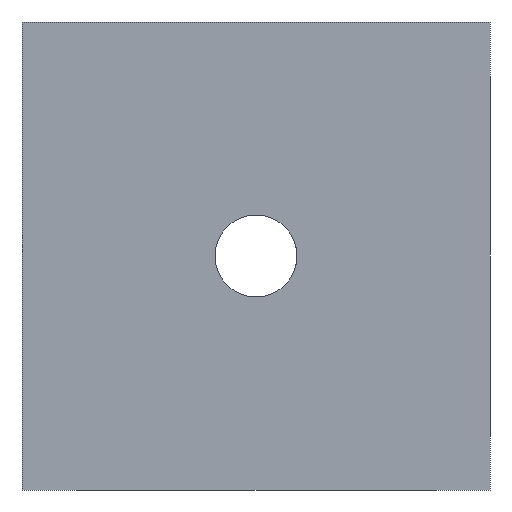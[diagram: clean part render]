
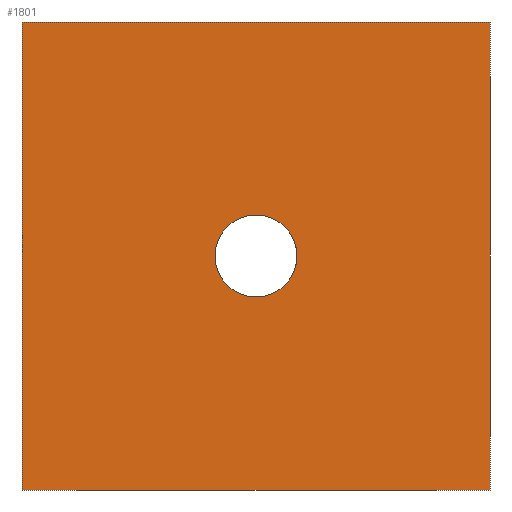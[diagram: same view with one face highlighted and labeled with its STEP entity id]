
A CAD part, front view. The second image highlights one B-rep face of the part: STEP entity #1801.
In plain terms, the highlighted planar face has unit normal (0, -1, 0).
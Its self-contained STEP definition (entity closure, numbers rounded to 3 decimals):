
#37=FACE_BOUND('',#375,.T.);
#49=CIRCLE('',#1881,1.05);
#266=FACE_OUTER_BOUND('',#374,.T.);
#374=EDGE_LOOP('',(#1656,#1657,#1658,#1659));
#375=EDGE_LOOP('',(#1660));
#515=LINE('',#3446,#678);
#521=LINE('',#3460,#684);
#523=LINE('',#3463,#686);
#524=LINE('',#3465,#687);
#678=VECTOR('',#2132,10.);
#684=VECTOR('',#2144,10.);
#686=VECTOR('',#2148,10.);
#687=VECTOR('',#2151,10.);
#862=VERTEX_POINT('',#3443);
#863=VERTEX_POINT('',#3445);
#867=VERTEX_POINT('',#3457);
#868=VERTEX_POINT('',#3459);
#877=VERTEX_POINT('',#3493);
#1113=EDGE_CURVE('',#862,#863,#515,.T.);
#1120=EDGE_CURVE('',#868,#867,#521,.T.);
#1122=EDGE_CURVE('',#863,#867,#523,.T.);
#1123=EDGE_CURVE('',#862,#868,#524,.T.);
#1138=EDGE_CURVE('',#877,#877,#49,.F.);
#1656=ORIENTED_EDGE('',*,*,#1113,.F.);
#1657=ORIENTED_EDGE('',*,*,#1123,.T.);
#1658=ORIENTED_EDGE('',*,*,#1120,.T.);
#1659=ORIENTED_EDGE('',*,*,#1122,.F.);
#1660=ORIENTED_EDGE('',*,*,#1138,.T.);
#1708=PLANE('',#1882);
#1801=ADVANCED_FACE('',(#266,#37),#1708,.F.);
#1881=AXIS2_PLACEMENT_3D('',#3495,#2178,#2179);
#1882=AXIS2_PLACEMENT_3D('',#3496,#2180,#2181);
#2132=DIRECTION('',(-1.,0.,0.));
#2144=DIRECTION('',(-1.,0.,0.));
#2148=DIRECTION('',(0.,0.,1.));
#2151=DIRECTION('',(0.,0.,1.));
#2178=DIRECTION('center_axis',(0.,-1.,0.));
#2179=DIRECTION('ref_axis',(-1.,0.,0.));
#2180=DIRECTION('center_axis',(0.,1.,0.));
#2181=DIRECTION('ref_axis',(1.,0.,0.));
#3443=CARTESIAN_POINT('',(40.,0.,23.));
#3445=CARTESIAN_POINT('',(28.,0.,23.));
#3446=CARTESIAN_POINT('',(39.,0.,23.));
#3457=CARTESIAN_POINT('',(28.,0.,35.));
#3459=CARTESIAN_POINT('',(40.,0.,35.));
#3460=CARTESIAN_POINT('',(29.,0.,35.));
#3463=CARTESIAN_POINT('',(28.,0.,24.));
#3465=CARTESIAN_POINT('',(40.,0.,34.));
#3493=CARTESIAN_POINT('',(35.05,0.,29.));
#3495=CARTESIAN_POINT('Origin',(34.,0.,29.));
#3496=CARTESIAN_POINT('Origin',(34.,0.,29.));
